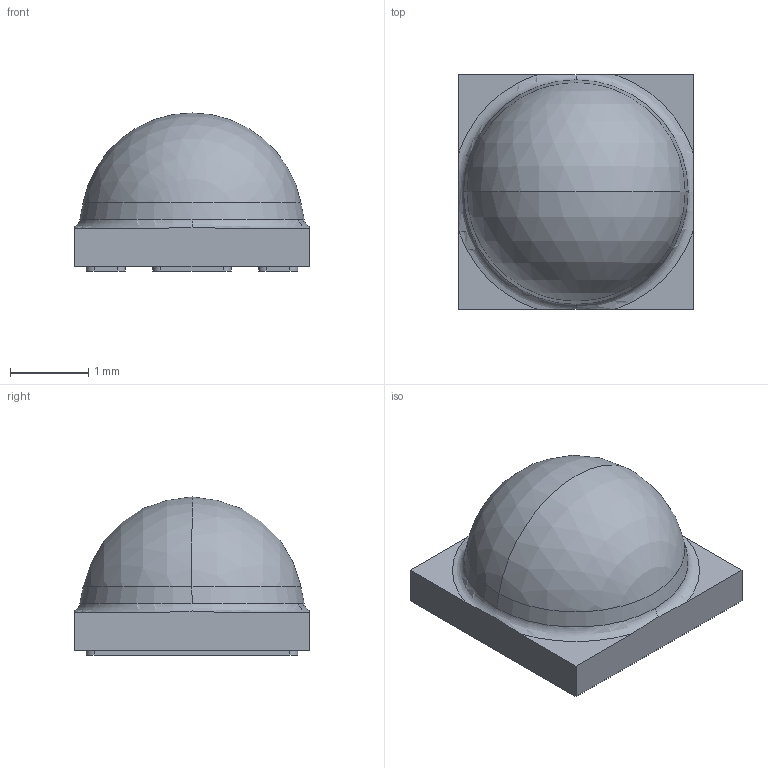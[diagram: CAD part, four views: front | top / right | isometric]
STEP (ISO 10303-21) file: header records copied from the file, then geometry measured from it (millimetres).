
FILE_DESCRIPTION (( 'STEP AP203' ), '1' );
FILE_NAME ('GW CSSRML_HW_geometry.STEP', '2022-01-26T02:38:17', ( '' ), ( '' ), 'SwSTEP 2.0', 'SolidWorks 2020', '' );
FILE_SCHEMA (( 'CONFIG_CONTROL_DESIGN' ));
Length unit declared in the file: millimetre
Products named in the file (1): GW CSSRML_HW_geometry
Bounding box: 3 x 3 x 2.02 mm (x, y, z)
Volume: 11.1 mm3; surface area: 31.2 mm2
Topology: 1 solids, 1 shells, 47 faces, 125 edges, 83 vertices
Faces by surface type: plane 25, cylinder 16, torus 2, cone 2, sphere 2
Entity records: 1572 total; most frequent: CARTESIAN_POINT 286, DIRECTION 261, ORIENTED_EDGE 250, EDGE_CURVE 125, AXIS2_PLACEMENT_3D 94, VERTEX_POINT 83, LINE 73, VECTOR 73
